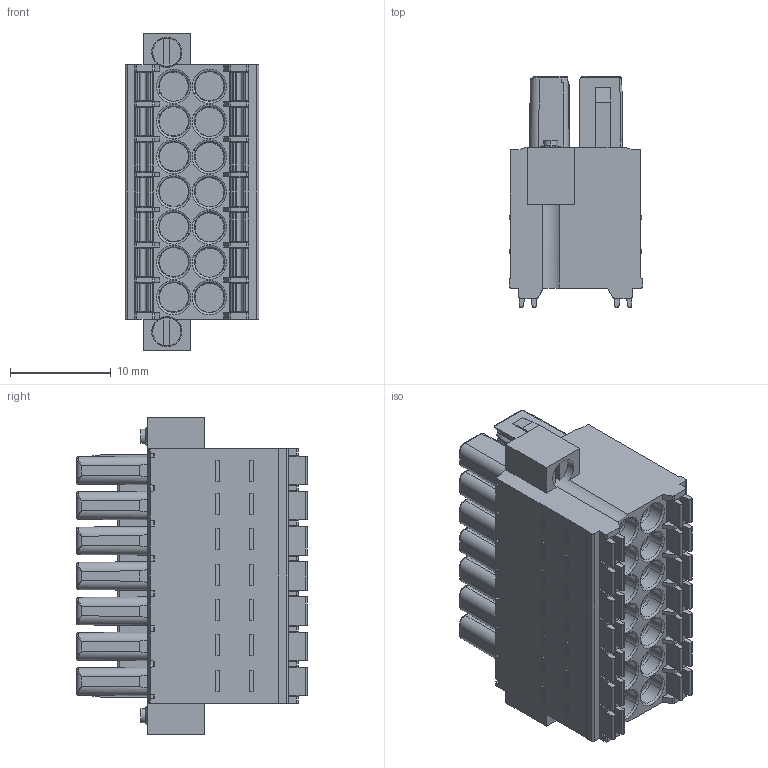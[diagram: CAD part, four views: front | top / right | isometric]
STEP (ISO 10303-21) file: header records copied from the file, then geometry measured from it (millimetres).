
FILE_DESCRIPTION((''),'2;1');
FILE_NAME('TLPSDW-010-1','2024-09-25T15:50:16',('sheji109'),(''),'CREO PARAMETRIC BY PTC INC, 2018100','CREO PARAMETRIC BY PTC INC, 2018100','');
FILE_SCHEMA(('CONFIG_CONTROL_DESIGN'));
Products named in the file (1): TLPSDW-010-1
Bounding box: 13.31 x 22.95 x 31.5 mm (x, y, z)
Volume: 5664.5 mm3; surface area: 4176.5 mm2
Topology: 1 solids, 1 shells, 1467 faces, 3914 edges, 2525 vertices
Faces by surface type: plane 842, cylinder 369, bspline 138, cone 60, torus 58
Entity records: 51995 total; most frequent: CARTESIAN_POINT 16980, ORIENTED_EDGE 7828, DIRECTION 6387, EDGE_CURVE 3914, VERTEX_POINT 2525, VECTOR 2511, LINE 2511, AXIS2_PLACEMENT_3D 1938
